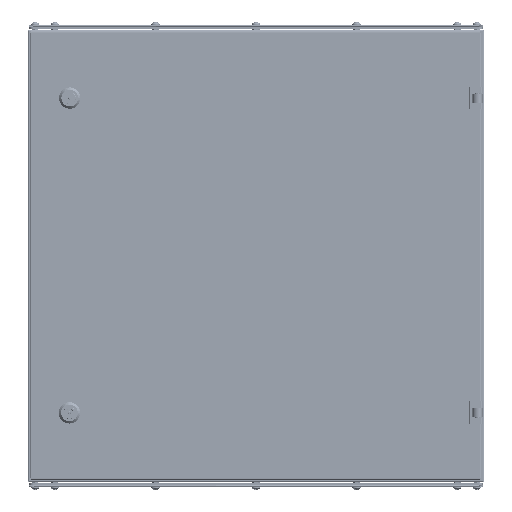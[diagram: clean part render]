
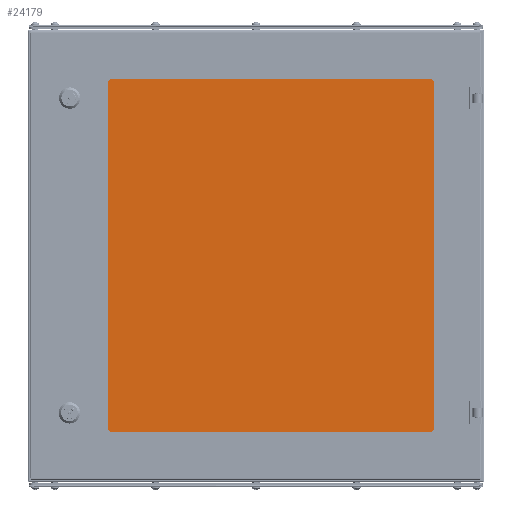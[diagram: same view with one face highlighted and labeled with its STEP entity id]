
A CAD part, top view. The second image highlights one B-rep face of the part: STEP entity #24179.
In plain terms, the highlighted planar face has unit normal (0, 0, 1).
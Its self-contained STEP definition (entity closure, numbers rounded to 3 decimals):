
#448 = LINE ( 'NONE', #7095, #49149 ) ;
#666 = CIRCLE ( 'NONE', #29036, 10. ) ;
#1483 = DIRECTION ( 'NONE',  ( -1., 0., 0. ) ) ;
#2437 = CARTESIAN_POINT ( 'NONE',  ( 217.75, 235.5, 4. ) ) ;
#3909 = PLANE ( 'NONE',  #51907 ) ;
#4415 = VERTEX_POINT ( 'NONE', #6063 ) ;
#5608 = VERTEX_POINT ( 'NONE', #11541 ) ;
#6063 = CARTESIAN_POINT ( 'NONE',  ( 227.75, -235.5, 4. ) ) ;
#6867 = ORIENTED_EDGE ( 'NONE', *, *, #23932, .T. ) ;
#7095 = CARTESIAN_POINT ( 'NONE',  ( -227.75, -245.5, 4. ) ) ;
#7968 = ORIENTED_EDGE ( 'NONE', *, *, #56043, .T. ) ;
#8125 = CARTESIAN_POINT ( 'NONE',  ( 217.75, -235.5, 4. ) ) ;
#8609 = EDGE_CURVE ( 'NONE', #73256, #21426, #74491, .T. ) ;
#9140 = VECTOR ( 'NONE', #25243, 1000. ) ;
#11386 = VECTOR ( 'NONE', #27304, 1000. ) ;
#11541 = CARTESIAN_POINT ( 'NONE',  ( 217.75, 245.5, 4. ) ) ;
#12177 = CARTESIAN_POINT ( 'NONE',  ( -217.75, 235.5, 4. ) ) ;
#12276 = CIRCLE ( 'NONE', #73384, 10. ) ;
#15541 = ORIENTED_EDGE ( 'NONE', *, *, #28859, .T. ) ;
#15834 = CARTESIAN_POINT ( 'NONE',  ( -217.75, 245.5, 4. ) ) ;
#16048 = AXIS2_PLACEMENT_3D ( 'NONE', #2437, #56684, #50854 ) ;
#17106 = DIRECTION ( 'NONE',  ( -1., 0., 0. ) ) ;
#21426 = VERTEX_POINT ( 'NONE', #59438 ) ;
#23932 = EDGE_CURVE ( 'NONE', #57115, #25090, #448, .T. ) ;
#24179 = ADVANCED_FACE ( 'NONE', ( #44361 ), #3909, .F. ) ;
#24513 = VERTEX_POINT ( 'NONE', #15834 ) ;
#25090 = VERTEX_POINT ( 'NONE', #54805 ) ;
#25243 = DIRECTION ( 'NONE',  ( 0., 1., 0. ) ) ;
#27304 = DIRECTION ( 'NONE',  ( 1., 0., 0. ) ) ;
#28859 = EDGE_CURVE ( 'NONE', #24513, #57115, #65122, .T. ) ;
#29036 = AXIS2_PLACEMENT_3D ( 'NONE', #70918, #85113, #63790 ) ;
#31898 = CARTESIAN_POINT ( 'NONE',  ( 227.75, -245.5, 4. ) ) ;
#39493 = CARTESIAN_POINT ( 'NONE',  ( 227.75, 235.5, 4. ) ) ;
#41527 = CARTESIAN_POINT ( 'NONE',  ( -227.75, -245.5, 4. ) ) ;
#42798 = CARTESIAN_POINT ( 'NONE',  ( -227.75, 235.5, 4. ) ) ;
#44361 = FACE_OUTER_BOUND ( 'NONE', #78924, .T. ) ;
#44411 = CIRCLE ( 'NONE', #16048, 10. ) ;
#44677 = LINE ( 'NONE', #77213, #50808 ) ;
#47186 = EDGE_CURVE ( 'NONE', #65197, #5608, #44411, .T. ) ;
#48452 = ORIENTED_EDGE ( 'NONE', *, *, #58791, .T. ) ;
#49149 = VECTOR ( 'NONE', #82675, 1000. ) ;
#50808 = VECTOR ( 'NONE', #17106, 1000. ) ;
#50854 = DIRECTION ( 'NONE',  ( -1., 0., 0. ) ) ;
#51773 = DIRECTION ( 'NONE',  ( -1., 0., 0. ) ) ;
#51907 = AXIS2_PLACEMENT_3D ( 'NONE', #84861, #70655, #57285 ) ;
#52680 = EDGE_CURVE ( 'NONE', #25090, #73256, #666, .T. ) ;
#53549 = DIRECTION ( 'NONE',  ( 0., 0., 1. ) ) ;
#54805 = CARTESIAN_POINT ( 'NONE',  ( -227.75, -235.5, 4. ) ) ;
#56043 = EDGE_CURVE ( 'NONE', #21426, #4415, #12276, .T. ) ;
#56684 = DIRECTION ( 'NONE',  ( 0., 0., 1. ) ) ;
#57115 = VERTEX_POINT ( 'NONE', #42798 ) ;
#57285 = DIRECTION ( 'NONE',  ( -1., 0., 0. ) ) ;
#58009 = AXIS2_PLACEMENT_3D ( 'NONE', #12177, #53549, #51773 ) ;
#58617 = LINE ( 'NONE', #31898, #9140 ) ;
#58791 = EDGE_CURVE ( 'NONE', #5608, #24513, #44677, .T. ) ;
#59438 = CARTESIAN_POINT ( 'NONE',  ( 217.75, -245.5, 4. ) ) ;
#61427 = ORIENTED_EDGE ( 'NONE', *, *, #47186, .T. ) ;
#62006 = EDGE_CURVE ( 'NONE', #4415, #65197, #58617, .T. ) ;
#62129 = ORIENTED_EDGE ( 'NONE', *, *, #52680, .T. ) ;
#63498 = ORIENTED_EDGE ( 'NONE', *, *, #62006, .T. ) ;
#63790 = DIRECTION ( 'NONE',  ( -1., 0., 0. ) ) ;
#65122 = CIRCLE ( 'NONE', #58009, 10. ) ;
#65197 = VERTEX_POINT ( 'NONE', #39493 ) ;
#66222 = ORIENTED_EDGE ( 'NONE', *, *, #8609, .T. ) ;
#67758 = DIRECTION ( 'NONE',  ( 0., 0., 1. ) ) ;
#69012 = CARTESIAN_POINT ( 'NONE',  ( -217.75, -245.5, 4. ) ) ;
#70655 = DIRECTION ( 'NONE',  ( 0., 0., -1. ) ) ;
#70918 = CARTESIAN_POINT ( 'NONE',  ( -217.75, -235.5, 4. ) ) ;
#73256 = VERTEX_POINT ( 'NONE', #69012 ) ;
#73384 = AXIS2_PLACEMENT_3D ( 'NONE', #8125, #67758, #1483 ) ;
#74491 = LINE ( 'NONE', #41527, #11386 ) ;
#77213 = CARTESIAN_POINT ( 'NONE',  ( -227.75, 245.5, 4. ) ) ;
#78924 = EDGE_LOOP ( 'NONE', ( #66222, #7968, #63498, #61427, #48452, #15541, #6867, #62129 ) ) ;
#82675 = DIRECTION ( 'NONE',  ( 0., -1., 0. ) ) ;
#84861 = CARTESIAN_POINT ( 'NONE',  ( 0., 0., 4. ) ) ;
#85113 = DIRECTION ( 'NONE',  ( 0., 0., 1. ) ) ;
